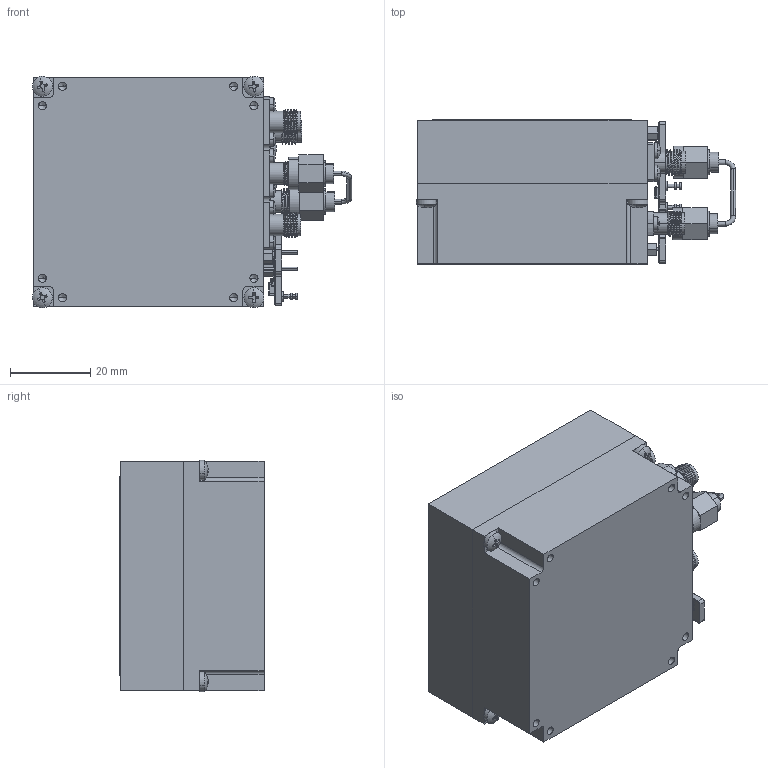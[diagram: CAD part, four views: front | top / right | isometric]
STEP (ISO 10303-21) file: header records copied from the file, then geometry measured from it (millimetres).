
FILE_DESCRIPTION (( 'STEP AP214' ), '1' );
FILE_NAME ('PLDRO.STEP', '2023-08-03T13:04:07', ( '' ), ( '' ), 'SwSTEP 2.0', 'SolidWorks 2023', '' );
FILE_SCHEMA (( 'AUTOMOTIVE_DESIGN' ));
Length unit declared in the file: inch
Products named in the file (1): PLDRO
Bounding box: 79.4 x 35.83 x 57.6 mm (x, y, z)
Volume: 119172.6 mm3; surface area: 36575.7 mm2
Topology: 115 solids, 115 shells, 4203 faces, 12493 edges, 8725 vertices
Faces by surface type: plane 3171, cylinder 852, cone 92, sphere 68, bspline 12, torus 8
Entity records: 208586 total; most frequent: CARTESIAN_POINT 38644, ORIENTED_EDGE 24890, DIRECTION 21719, EDGE_CURVE 12445, VECTOR 9505, LINE 9505, VERTEX_POINT 8725, AXIS2_PLACEMENT_3D 6107
